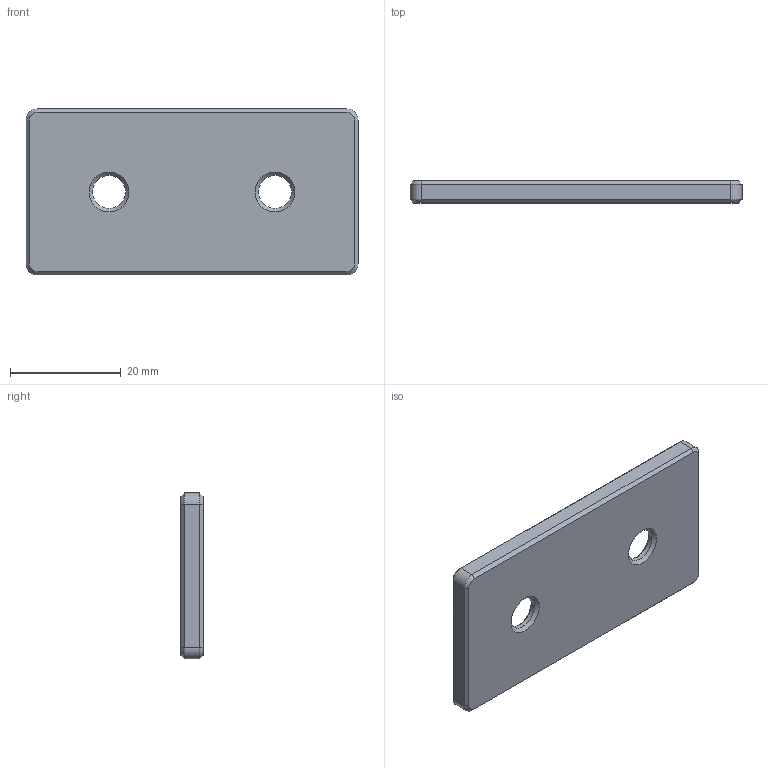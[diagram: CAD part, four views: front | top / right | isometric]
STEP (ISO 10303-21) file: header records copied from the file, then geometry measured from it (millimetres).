
FILE_DESCRIPTION(/* description */ (''),/* implementation_level */ '2;1');
FILE_NAME(/* name */ 'A-Foot_Base_4-F.stp',/* time_stamp */ '2020-09-12T12:07:11-07:00',/* author */ (''),/* organization */ (''),/* preprocessor_version */ 'ST-DEVELOPER v18.1',/* originating_system */ 'Autodesk Translation Framework v9.3.0.1241',/* authorisation */ '');
FILE_SCHEMA (('AUTOMOTIVE_DESIGN { 1 0 10303 214 3 1 1 }'));
Length unit declared in the file: millimetre
Products named in the file (1): Foot Base
Bounding box: 60 x 4 x 30 mm (x, y, z)
Volume: 4053.8 mm3; surface area: 4383 mm2
Topology: 1 solids, 1 shells, 41 faces, 92 edges, 54 vertices
Faces by surface type: plane 23, cone 12, cylinder 6
Full cylindrical faces by diameter (mm): 6 x2
Entity records: 1164 total; most frequent: DIRECTION 202, CARTESIAN_POINT 188, ORIENTED_EDGE 184, EDGE_CURVE 92, AXIS2_PLACEMENT_3D 68, LINE 66, VECTOR 66, VERTEX_POINT 54
